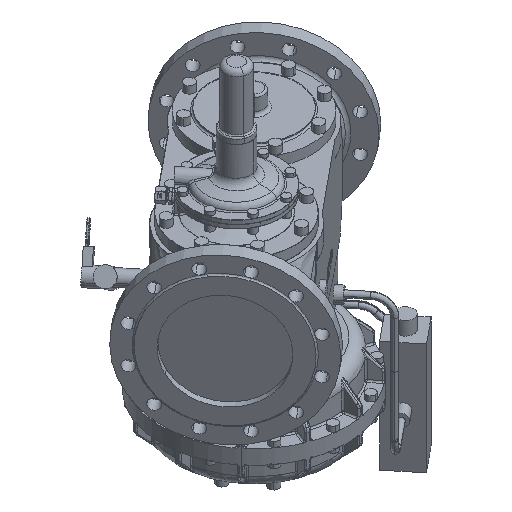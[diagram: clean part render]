
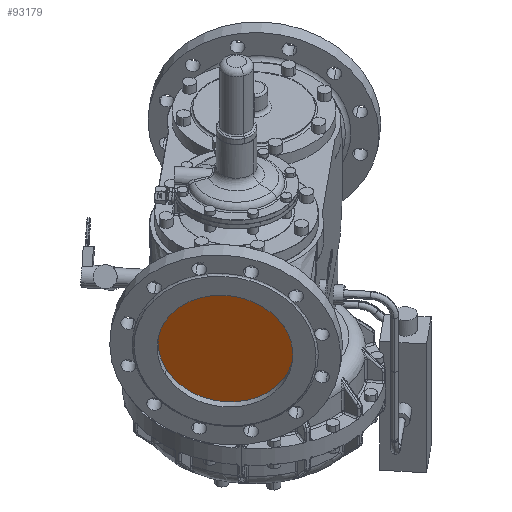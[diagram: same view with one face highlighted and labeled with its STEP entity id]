
A CAD part, isometric view. The second image highlights one B-rep face of the part: STEP entity #93179.
In plain terms, the highlighted planar face has unit normal (-0.773, -0.634, 0).
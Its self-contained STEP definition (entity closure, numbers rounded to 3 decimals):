
#91450=AXIS2_PLACEMENT_3D('Circle Axis2P3D',#91448,#91449,$) ;
#91476=AXIS2_PLACEMENT_3D('Circle Axis2P3D',#91474,#91475,$) ;
#93173=AXIS2_PLACEMENT_3D('Plane Axis2P3D',#93170,#93171,#93172) ;
#91448=CARTESIAN_POINT('Axis2P3D Location',(-689.95,-245.313,1008.723)) ;
#91452=CARTESIAN_POINT('Vertex',(-745.568,-177.429,960.78)) ;
#91454=CARTESIAN_POINT('Vertex',(-634.333,-313.197,1056.665)) ;
#91474=CARTESIAN_POINT('Axis2P3D Location',(-689.95,-245.313,1008.723)) ;
#93170=CARTESIAN_POINT('Axis2P3D Location',(-689.95,-245.313,1127.44)) ;
#91449=DIRECTION('Axis2P3D Direction',(-0.774,-0.634,0.)) ;
#91475=DIRECTION('Axis2P3D Direction',(-0.774,-0.634,0.)) ;
#93171=DIRECTION('Axis2P3D Direction',(-0.774,-0.634,0.)) ;
#93172=DIRECTION('Axis2P3D XDirection',(0.,0.,-1.)) ;
#93176=ORIENTED_EDGE('',*,*,#91456,.T.) ;
#93177=ORIENTED_EDGE('',*,*,#91478,.T.) ;
#93179=ADVANCED_FACE('Hauptk\X2\00F6\X0\rper',(#93178),#93174,.T.) ;
#91451=CIRCLE('generated circle',#91450,100.) ;
#91477=CIRCLE('generated circle',#91476,100.) ;
#91456=EDGE_CURVE('',#91453,#91455,#91451,.T.) ;
#91478=EDGE_CURVE('',#91455,#91453,#91477,.T.) ;
#93175=EDGE_LOOP('',(#93176,#93177)) ;
#93178=FACE_OUTER_BOUND('',#93175,.T.) ;
#93174=PLANE('Plane',#93173) ;
#91453=VERTEX_POINT('',#91452) ;
#91455=VERTEX_POINT('',#91454) ;
